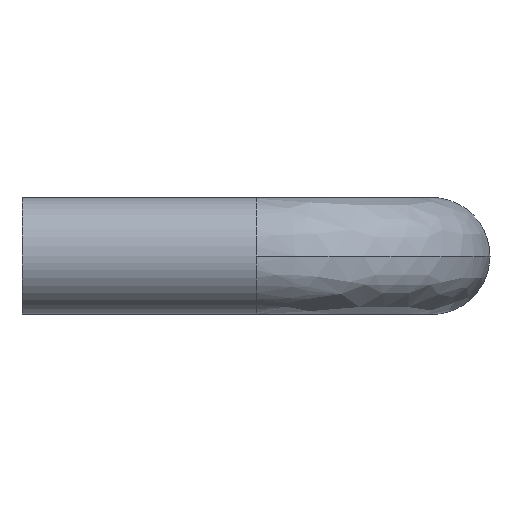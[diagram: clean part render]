
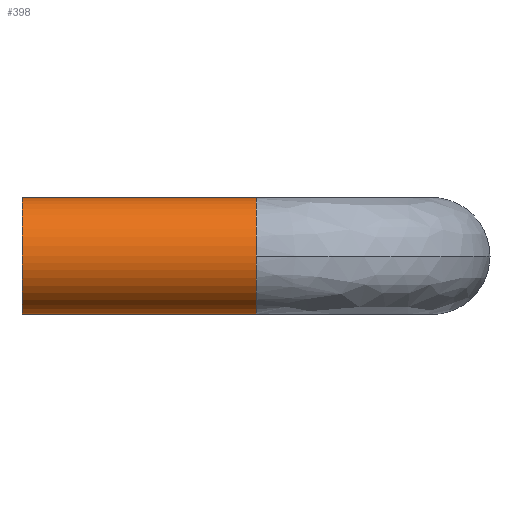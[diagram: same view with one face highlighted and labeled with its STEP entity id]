
A CAD part, left-side view. The second image highlights one B-rep face of the part: STEP entity #398.
In plain terms, the highlighted free-form (B-spline) face has degree [2, 1] with [5, 2] control points.
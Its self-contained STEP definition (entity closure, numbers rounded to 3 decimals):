
#206=CARTESIAN_POINT('',(0.392,0.,-4.985));
#207=VERTEX_POINT('',#206);
#221=CARTESIAN_POINT('',(-5.0,0.0,0.0));
#222=VERTEX_POINT('',#221);
#223=CARTESIAN_POINT('',(0.392,0.0,-4.985));
#224=CARTESIAN_POINT('',(0.196,0.0,-5.0));
#225=CARTESIAN_POINT('',(0.0,0.0,-5.0));
#226=CARTESIAN_POINT('',(-5.,0.0,-5.));
#227=CARTESIAN_POINT('',(-5.0,0.0,0.0));
#235=(BOUNDED_CURVE()B_SPLINE_CURVE(2,(#223,#224,#225,#226,#227),.UNSPECIFIED.,.F.,.U.)B_SPLINE_CURVE_WITH_KNOTS((3,2,3),(0.236,0.25,0.5),.UNSPECIFIED.)CURVE()GEOMETRIC_REPRESENTATION_ITEM()RATIONAL_B_SPLINE_CURVE((0.97,0.984,1.0,0.707,1.0))REPRESENTATION_ITEM(''));
#236=EDGE_CURVE('',#207,#222,#235,.T.);
#238=CARTESIAN_POINT('',(-0.392,0.,4.985));
#239=VERTEX_POINT('',#238);
#240=CARTESIAN_POINT('',(-5.0,0.0,0.0));
#241=CARTESIAN_POINT('',(-5.,0.0,4.622));
#242=CARTESIAN_POINT('',(-0.392,0.0,4.985));
#250=(BOUNDED_CURVE()B_SPLINE_CURVE(2,(#240,#241,#242),.UNSPECIFIED.,.F.,.U.)B_SPLINE_CURVE_WITH_KNOTS((3,3),(0.5,0.736),.UNSPECIFIED.)CURVE()GEOMETRIC_REPRESENTATION_ITEM()RATIONAL_B_SPLINE_CURVE((1.0,0.723,0.97))REPRESENTATION_ITEM(''));
#251=EDGE_CURVE('',#222,#239,#250,.T.);
#297=CARTESIAN_POINT('',(0.392,-20.,-4.985));
#298=VERTEX_POINT('',#297);
#312=CARTESIAN_POINT('',(0.392,0.,-4.985));
#313=CARTESIAN_POINT('',(0.392,-20.,-4.985));
#314=QUASI_UNIFORM_CURVE('',1,(#312,#313),.UNSPECIFIED.,.F.,.U.);
#315=EDGE_CURVE('',#207,#298,#314,.T.);
#319=CARTESIAN_POINT('',(-0.392,-20.,4.985));
#320=VERTEX_POINT('',#319);
#321=CARTESIAN_POINT('',(-0.392,0.,4.985));
#322=CARTESIAN_POINT('',(-0.392,-20.,4.985));
#323=QUASI_UNIFORM_CURVE('',1,(#321,#322),.UNSPECIFIED.,.F.,.U.);
#324=EDGE_CURVE('',#239,#320,#323,.T.);
#344=CARTESIAN_POINT('',(-0.392,0.5,4.985));
#345=CARTESIAN_POINT('',(-5.377,0.5,4.592));
#346=CARTESIAN_POINT('',(-4.985,0.5,-0.392));
#347=CARTESIAN_POINT('',(-4.592,0.5,-5.377));
#348=CARTESIAN_POINT('',(0.392,0.5,-4.985));
#349=CARTESIAN_POINT('',(-0.392,-20.513,4.985));
#350=CARTESIAN_POINT('',(-5.377,-20.513,4.592));
#351=CARTESIAN_POINT('',(-4.985,-20.513,-0.392));
#352=CARTESIAN_POINT('',(-4.592,-20.513,-5.377));
#353=CARTESIAN_POINT('',(0.392,-20.513,-4.985));
#361=(BOUNDED_SURFACE()B_SPLINE_SURFACE(2,1,((#344,#349),(#345,#350),(#346,#351),(#347,#352),(#348,#353)),.UNSPECIFIED.,.F.,.F.,.U.)B_SPLINE_SURFACE_WITH_KNOTS((3,2,3),(2,2),(0.0,8.284,16.569),(0.0,21.013),.UNSPECIFIED.)GEOMETRIC_REPRESENTATION_ITEM()RATIONAL_B_SPLINE_SURFACE(((1.0,1.0),(0.707,0.707),(1.0,1.0),(0.707,0.707),(1.0,1.0)))REPRESENTATION_ITEM('')SURFACE());
#362=CARTESIAN_POINT('',(-5.,-20.,0.));
#363=VERTEX_POINT('',#362);
#364=CARTESIAN_POINT('',(0.392,-20.,-4.985));
#365=CARTESIAN_POINT('',(0.196,-20.,-5.0));
#366=CARTESIAN_POINT('',(0.,-20.,-5.0));
#367=CARTESIAN_POINT('',(-5.,-20.,-5.));
#368=CARTESIAN_POINT('',(-5.,-20.,0.));
#376=(BOUNDED_CURVE()B_SPLINE_CURVE(2,(#364,#365,#366,#367,#368),.UNSPECIFIED.,.F.,.U.)B_SPLINE_CURVE_WITH_KNOTS((3,2,3),(0.473,0.5,1.0),.UNSPECIFIED.)CURVE()GEOMETRIC_REPRESENTATION_ITEM()RATIONAL_B_SPLINE_CURVE((0.97,0.984,1.0,0.707,1.0))REPRESENTATION_ITEM(''));
#377=EDGE_CURVE('',#298,#363,#376,.T.);
#378=ORIENTED_EDGE('',*,*,#377,.T.);
#379=CARTESIAN_POINT('',(-5.,-20.,0.));
#380=CARTESIAN_POINT('',(-5.,-20.,4.622));
#381=CARTESIAN_POINT('',(-0.392,-20.,4.985));
#389=(BOUNDED_CURVE()B_SPLINE_CURVE(2,(#379,#380,#381),.UNSPECIFIED.,.F.,.U.)B_SPLINE_CURVE_WITH_KNOTS((3,3),(0.0,0.473),.UNSPECIFIED.)CURVE()GEOMETRIC_REPRESENTATION_ITEM()RATIONAL_B_SPLINE_CURVE((1.0,0.723,0.97))REPRESENTATION_ITEM(''));
#390=EDGE_CURVE('',#363,#320,#389,.T.);
#391=ORIENTED_EDGE('',*,*,#390,.T.);
#392=ORIENTED_EDGE('',*,*,#324,.F.);
#393=ORIENTED_EDGE('',*,*,#251,.F.);
#394=ORIENTED_EDGE('',*,*,#236,.F.);
#395=ORIENTED_EDGE('',*,*,#315,.T.);
#396=EDGE_LOOP('',(#378,#391,#392,#393,#394,#395));
#397=FACE_OUTER_BOUND('',#396,.T.);
#398=ADVANCED_FACE('',(#397),#361,.T.);
